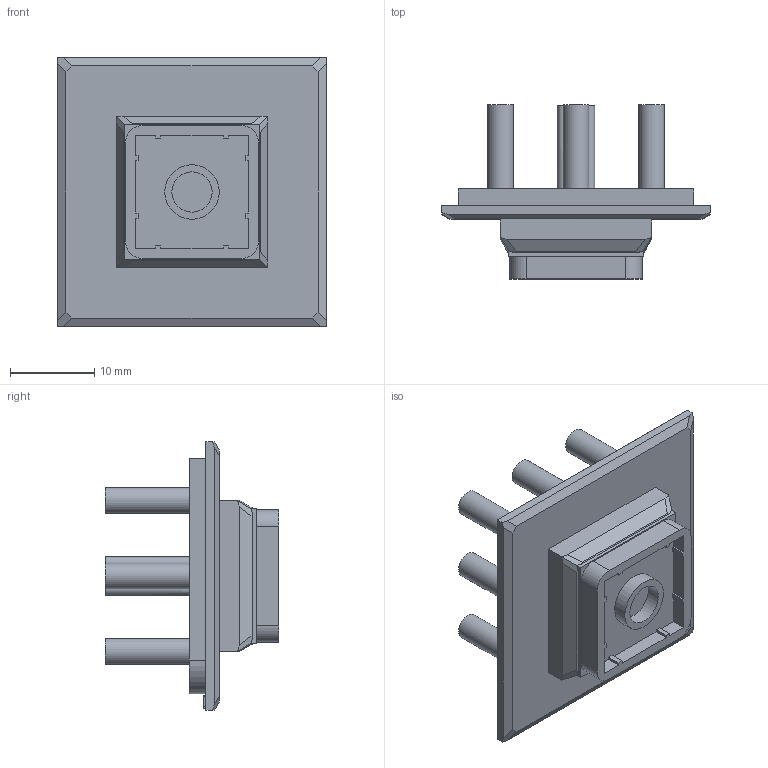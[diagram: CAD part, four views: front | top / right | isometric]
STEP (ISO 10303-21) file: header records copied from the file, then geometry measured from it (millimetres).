
FILE_DESCRIPTION(/* description */ (''),/* implementation_level */ '2;1');
FILE_NAME(/* name */ 'Zbutt-TMX-1u-stem-cavity.step',/* time_stamp */ '2019-01-18T20:10:10-05:00',/* author */ (''),/* organization */ (''),/* preprocessor_version */ 'ST-DEVELOPER v17.2',/* originating_system */ 'Autodesk Translation Framework v7.6.0.251',/* authorisation */ '');
FILE_SCHEMA (('AUTOMOTIVE_DESIGN { 1 0 10303 214 3 1 1 }'));
Length unit declared in the file: millimetre
Products named in the file (1): FusionComponent
Bounding box: 32 x 20.7 x 32 mm (x, y, z)
Volume: 4182.3 mm3; surface area: 4480.4 mm2
Topology: 1 solids, 1 shells, 247 faces, 655 edges, 424 vertices
Faces by surface type: plane 182, cylinder 34, bspline 31
Full cylindrical faces by diameter (mm): 1.459 x1, 1.46 x1, 1.467 x1, 1.47 x1, 3.088 x8, 4.8 x1, 5.8 x1, 6.5 x1
Entity records: 7909 total; most frequent: CARTESIAN_POINT 1870, ORIENTED_EDGE 1310, DIRECTION 1129, EDGE_CURVE 655, LINE 483, VECTOR 483, VERTEX_POINT 424, AXIS2_PLACEMENT_3D 323
